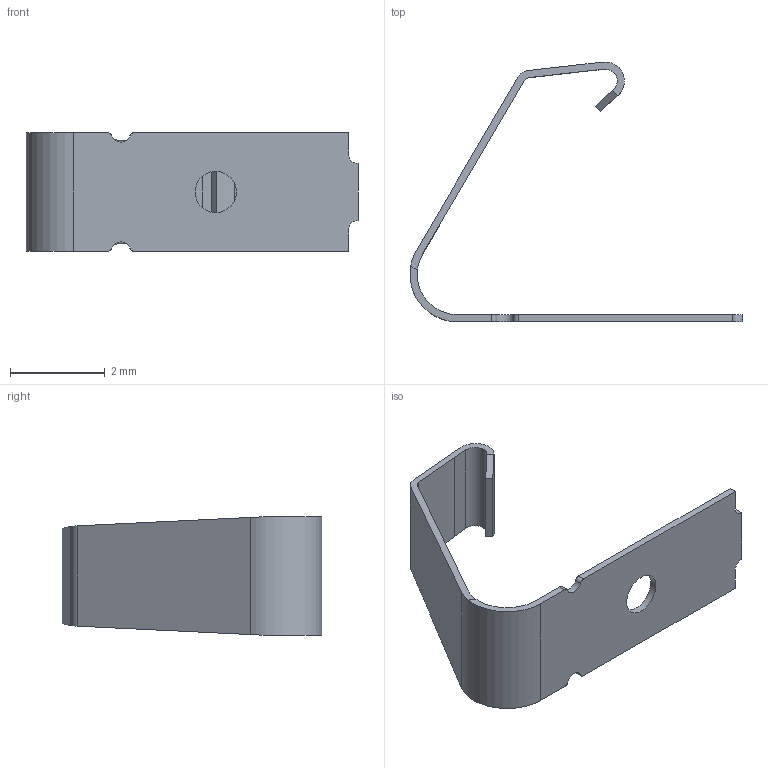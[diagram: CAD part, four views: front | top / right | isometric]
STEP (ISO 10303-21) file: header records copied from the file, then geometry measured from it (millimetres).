
FILE_DESCRIPTION((''),'2;1');
FILE_NAME('S7061','2012-01-13T',('wbourne'),(''),'PRO/ENGINEER BY PARAMETRIC TECHNOLOGY CORPORATION, 2010280','PRO/ENGINEER BY PARAMETRIC TECHNOLOGY CORPORATION, 2010280','');
FILE_SCHEMA(('CONFIG_CONTROL_DESIGN','SHAPE_APPEARANCE_LAYERS_GROUPS'));
Length unit declared in the file: millimetre
Products named in the file (1): S7061
Bounding box: 7 x 5.48 x 2.5 mm (x, y, z)
Volume: 5.2 mm3; surface area: 75.3 mm2
Topology: 1 solids, 1 shells, 38 faces, 108 edges, 72 vertices
Faces by surface type: plane 22, cylinder 16
Entity records: 1495 total; most frequent: CARTESIAN_POINT 308, ORIENTED_EDGE 216, DIRECTION 196, EDGE_CURVE 108, VECTOR 72, LINE 72, VERTEX_POINT 72, AXIS2_PLACEMENT_3D 62
